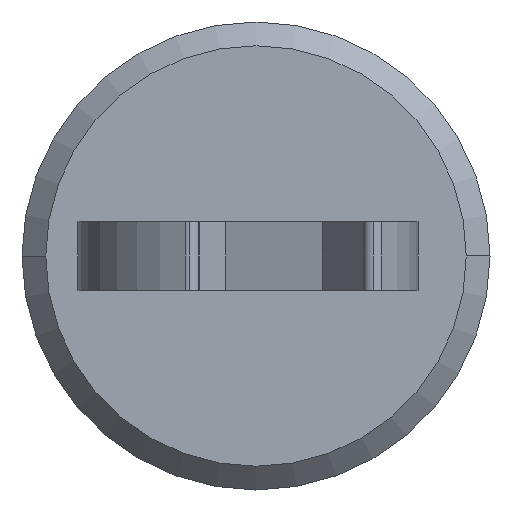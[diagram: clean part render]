
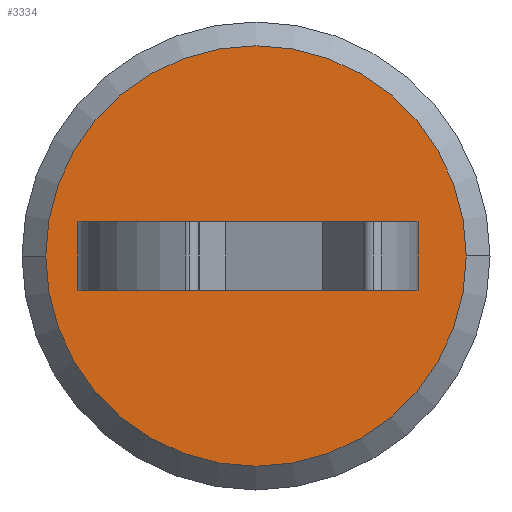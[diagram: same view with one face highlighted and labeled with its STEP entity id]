
A CAD part, left-side view. The second image highlights one B-rep face of the part: STEP entity #3334.
In plain terms, the highlighted planar face has unit normal (-1, 0, 0).
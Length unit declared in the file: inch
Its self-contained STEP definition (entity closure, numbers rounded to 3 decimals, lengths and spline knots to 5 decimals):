
#307 = LINE ( 'NONE', #21988, #26778 ) ;
#340 = DIRECTION ( 'NONE',  ( 0., -1., 0. ) ) ;
#593 = CARTESIAN_POINT ( 'NONE',  ( 0., 0.2, 0.05 ) ) ;
#720 = CARTESIAN_POINT ( 'NONE',  ( 0., 0.30888, 0. ) ) ;
#1660 = CARTESIAN_POINT ( 'NONE',  ( 0., -0.30888, 0. ) ) ;
#2040 = LINE ( 'NONE', #593, #4847 ) ;
#2352 = FACE_BOUND ( 'NONE', #31205, .T. ) ;
#3334 = ADVANCED_FACE ( 'NONE', ( #2352, #4382 ), #4547, .F. ) ;
#3598 = CARTESIAN_POINT ( 'NONE',  ( 0., -0.2, 0.05 ) ) ;
#4382 = FACE_OUTER_BOUND ( 'NONE', #29459, .T. ) ;
#4547 = PLANE ( 'NONE',  #20834 ) ;
#4847 = VECTOR ( 'NONE', #31755, 39.37008 ) ;
#7045 = ORIENTED_EDGE ( 'NONE', *, *, #17539, .F. ) ;
#8726 = VERTEX_POINT ( 'NONE', #15551 ) ;
#9619 = CIRCLE ( 'NONE', #11116, 0.30888 ) ;
#10499 = DIRECTION ( 'NONE',  ( 0., -1., 0. ) ) ;
#10604 = VECTOR ( 'NONE', #18616, 39.37008 ) ;
#10781 = CARTESIAN_POINT ( 'NONE',  ( 0., 0.2, -0.05 ) ) ;
#11042 = VERTEX_POINT ( 'NONE', #19734 ) ;
#11116 = AXIS2_PLACEMENT_3D ( 'NONE', #23543, #18209, #340 ) ;
#11872 = ORIENTED_EDGE ( 'NONE', *, *, #21680, .T. ) ;
#11885 = CIRCLE ( 'NONE', #24993, 0.30888 ) ;
#15308 = VERTEX_POINT ( 'NONE', #32289 ) ;
#15551 = CARTESIAN_POINT ( 'NONE',  ( 0., -0.2, -0.05 ) ) ;
#15737 = VERTEX_POINT ( 'NONE', #1660 ) ;
#15891 = ORIENTED_EDGE ( 'NONE', *, *, #19575, .T. ) ;
#16096 = DIRECTION ( 'NONE',  ( 0., 0., -1. ) ) ;
#17539 = EDGE_CURVE ( 'NONE', #15308, #22286, #2040, .T. ) ;
#18209 = DIRECTION ( 'NONE',  ( -1., 0., 0. ) ) ;
#18616 = DIRECTION ( 'NONE',  ( 0., 1., 0. ) ) ;
#19575 = EDGE_CURVE ( 'NONE', #15737, #28806, #9619, .T. ) ;
#19629 = ORIENTED_EDGE ( 'NONE', *, *, #19801, .F. ) ;
#19734 = CARTESIAN_POINT ( 'NONE',  ( 0., -0.2, 0.05 ) ) ;
#19801 = EDGE_CURVE ( 'NONE', #11042, #15308, #307, .T. ) ;
#20237 = EDGE_CURVE ( 'NONE', #8726, #22286, #31844, .T. ) ;
#20544 = LINE ( 'NONE', #3598, #31766 ) ;
#20834 = AXIS2_PLACEMENT_3D ( 'NONE', #27671, #30029, #25097 ) ;
#21104 = CARTESIAN_POINT ( 'NONE',  ( 0., 0., 0. ) ) ;
#21680 = EDGE_CURVE ( 'NONE', #11042, #8726, #20544, .T. ) ;
#21862 = ORIENTED_EDGE ( 'NONE', *, *, #20237, .T. ) ;
#21988 = CARTESIAN_POINT ( 'NONE',  ( 0., 0.2, 0.05 ) ) ;
#22286 = VERTEX_POINT ( 'NONE', #28527 ) ;
#23543 = CARTESIAN_POINT ( 'NONE',  ( 0., 0., 0. ) ) ;
#24993 = AXIS2_PLACEMENT_3D ( 'NONE', #21104, #25789, #10499 ) ;
#25097 = DIRECTION ( 'NONE',  ( 0., 1., 0. ) ) ;
#25789 = DIRECTION ( 'NONE',  ( -1., 0., 0. ) ) ;
#26269 = ORIENTED_EDGE ( 'NONE', *, *, #32236, .T. ) ;
#26778 = VECTOR ( 'NONE', #27116, 39.37008 ) ;
#27116 = DIRECTION ( 'NONE',  ( 0., 1., 0. ) ) ;
#27671 = CARTESIAN_POINT ( 'NONE',  ( 0., 0., 0. ) ) ;
#28527 = CARTESIAN_POINT ( 'NONE',  ( 0., 0.2, -0.05 ) ) ;
#28806 = VERTEX_POINT ( 'NONE', #720 ) ;
#29459 = EDGE_LOOP ( 'NONE', ( #26269, #15891 ) ) ;
#30029 = DIRECTION ( 'NONE',  ( 1., 0., 0. ) ) ;
#31205 = EDGE_LOOP ( 'NONE', ( #11872, #21862, #7045, #19629 ) ) ;
#31755 = DIRECTION ( 'NONE',  ( 0., 0., -1. ) ) ;
#31766 = VECTOR ( 'NONE', #16096, 39.37008 ) ;
#31844 = LINE ( 'NONE', #10781, #10604 ) ;
#32236 = EDGE_CURVE ( 'NONE', #28806, #15737, #11885, .T. ) ;
#32289 = CARTESIAN_POINT ( 'NONE',  ( 0., 0.2, 0.05 ) ) ;
